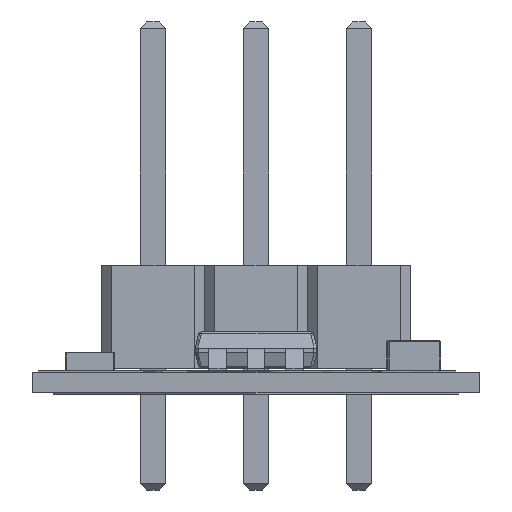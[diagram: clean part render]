
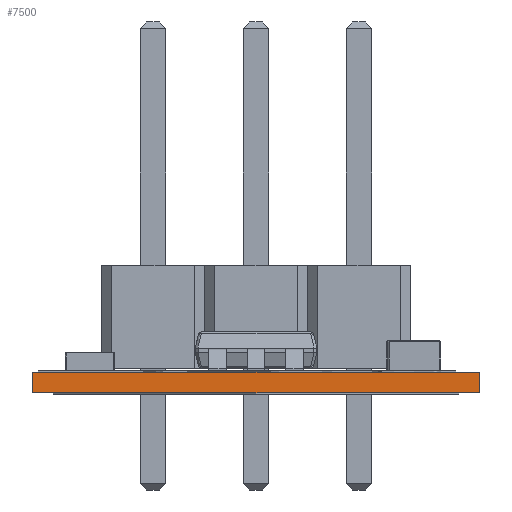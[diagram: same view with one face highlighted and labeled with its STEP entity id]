
A CAD part, left-side view. The second image highlights one B-rep face of the part: STEP entity #7500.
In plain terms, the highlighted planar face has unit normal (-1, 0, 0).
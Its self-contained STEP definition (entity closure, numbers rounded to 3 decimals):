
#6987 = PLANE('',#6988);
#6988 = AXIS2_PLACEMENT_3D('',#6989,#6990,#6991);
#6989 = CARTESIAN_POINT('',(0.,0.,0.));
#6990 = DIRECTION('',(0.,0.,1.));
#6991 = DIRECTION('',(-1.,0.,0.));
#7031 = VERTEX_POINT('',#7032);
#7032 = CARTESIAN_POINT('',(-7.25,5.5,0.));
#7046 = PLANE('',#7047);
#7047 = AXIS2_PLACEMENT_3D('',#7048,#7049,#7050);
#7048 = CARTESIAN_POINT('',(7.25,5.5,0.));
#7049 = DIRECTION('',(0.,1.,0.));
#7050 = DIRECTION('',(-1.,0.,0.));
#7087 = VERTEX_POINT('',#7088);
#7088 = CARTESIAN_POINT('',(-7.25,-5.5,0.));
#7102 = PLANE('',#7103);
#7103 = AXIS2_PLACEMENT_3D('',#7104,#7105,#7106);
#7104 = CARTESIAN_POINT('',(-7.25,-5.5,0.));
#7105 = DIRECTION('',(0.,-1.,0.));
#7106 = DIRECTION('',(1.,0.,0.));
#7114 = EDGE_CURVE('',#7031,#7087,#7115,.T.);
#7115 = SURFACE_CURVE('',#7116,(#7120,#7127),.PCURVE_S1.);
#7116 = LINE('',#7117,#7118);
#7117 = CARTESIAN_POINT('',(-7.25,5.5,0.));
#7118 = VECTOR('',#7119,1.);
#7119 = DIRECTION('',(0.,-1.,0.));
#7120 = PCURVE('',#6987,#7121);
#7121 = DEFINITIONAL_REPRESENTATION('',(#7122),#7126);
#7122 = LINE('',#7123,#7124);
#7123 = CARTESIAN_POINT('',(7.25,-5.5));
#7124 = VECTOR('',#7125,1.);
#7125 = DIRECTION('',(0.,1.));
#7126 = ( GEOMETRIC_REPRESENTATION_CONTEXT(2) 
PARAMETRIC_REPRESENTATION_CONTEXT() REPRESENTATION_CONTEXT('2D SPACE',''
  ) );
#7127 = PCURVE('',#7128,#7133);
#7128 = PLANE('',#7129);
#7129 = AXIS2_PLACEMENT_3D('',#7130,#7131,#7132);
#7130 = CARTESIAN_POINT('',(-7.25,5.5,0.));
#7131 = DIRECTION('',(-1.,0.,0.));
#7132 = DIRECTION('',(0.,-1.,0.));
#7133 = DEFINITIONAL_REPRESENTATION('',(#7134),#7138);
#7134 = LINE('',#7135,#7136);
#7135 = CARTESIAN_POINT('',(0.,0.));
#7136 = VECTOR('',#7137,1.);
#7137 = DIRECTION('',(1.,0.));
#7138 = ( GEOMETRIC_REPRESENTATION_CONTEXT(2) 
PARAMETRIC_REPRESENTATION_CONTEXT() REPRESENTATION_CONTEXT('2D SPACE',''
  ) );
#7331 = EDGE_CURVE('',#7031,#7332,#7334,.T.);
#7332 = VERTEX_POINT('',#7333);
#7333 = CARTESIAN_POINT('',(-7.25,5.5,0.5));
#7334 = SURFACE_CURVE('',#7335,(#7339,#7346),.PCURVE_S1.);
#7335 = LINE('',#7336,#7337);
#7336 = CARTESIAN_POINT('',(-7.25,5.5,0.));
#7337 = VECTOR('',#7338,1.);
#7338 = DIRECTION('',(0.,0.,1.));
#7339 = PCURVE('',#7046,#7340);
#7340 = DEFINITIONAL_REPRESENTATION('',(#7341),#7345);
#7341 = LINE('',#7342,#7343);
#7342 = CARTESIAN_POINT('',(14.5,0.));
#7343 = VECTOR('',#7344,1.);
#7344 = DIRECTION('',(0.,1.));
#7345 = ( GEOMETRIC_REPRESENTATION_CONTEXT(2) 
PARAMETRIC_REPRESENTATION_CONTEXT() REPRESENTATION_CONTEXT('2D SPACE',''
  ) );
#7346 = PCURVE('',#7128,#7347);
#7347 = DEFINITIONAL_REPRESENTATION('',(#7348),#7352);
#7348 = LINE('',#7349,#7350);
#7349 = CARTESIAN_POINT('',(0.,0.));
#7350 = VECTOR('',#7351,1.);
#7351 = DIRECTION('',(0.,1.));
#7352 = ( GEOMETRIC_REPRESENTATION_CONTEXT(2) 
PARAMETRIC_REPRESENTATION_CONTEXT() REPRESENTATION_CONTEXT('2D SPACE',''
  ) );
#7370 = PLANE('',#7371);
#7371 = AXIS2_PLACEMENT_3D('',#7372,#7373,#7374);
#7372 = CARTESIAN_POINT('',(0.,0.,0.5));
#7373 = DIRECTION('',(0.,0.,1.));
#7374 = DIRECTION('',(-1.,0.,0.));
#7458 = VERTEX_POINT('',#7459);
#7459 = CARTESIAN_POINT('',(-7.25,-5.5,0.5));
#7480 = EDGE_CURVE('',#7087,#7458,#7481,.T.);
#7481 = SURFACE_CURVE('',#7482,(#7486,#7493),.PCURVE_S1.);
#7482 = LINE('',#7483,#7484);
#7483 = CARTESIAN_POINT('',(-7.25,-5.5,0.));
#7484 = VECTOR('',#7485,1.);
#7485 = DIRECTION('',(0.,0.,1.));
#7486 = PCURVE('',#7102,#7487);
#7487 = DEFINITIONAL_REPRESENTATION('',(#7488),#7492);
#7488 = LINE('',#7489,#7490);
#7489 = CARTESIAN_POINT('',(0.,0.));
#7490 = VECTOR('',#7491,1.);
#7491 = DIRECTION('',(0.,1.));
#7492 = ( GEOMETRIC_REPRESENTATION_CONTEXT(2) 
PARAMETRIC_REPRESENTATION_CONTEXT() REPRESENTATION_CONTEXT('2D SPACE',''
  ) );
#7493 = PCURVE('',#7128,#7494);
#7494 = DEFINITIONAL_REPRESENTATION('',(#7495),#7499);
#7495 = LINE('',#7496,#7497);
#7496 = CARTESIAN_POINT('',(11.,0.));
#7497 = VECTOR('',#7498,1.);
#7498 = DIRECTION('',(0.,1.));
#7499 = ( GEOMETRIC_REPRESENTATION_CONTEXT(2) 
PARAMETRIC_REPRESENTATION_CONTEXT() REPRESENTATION_CONTEXT('2D SPACE',''
  ) );
#7500 = ADVANCED_FACE('',(#7501),#7128,.T.);
#7501 = FACE_BOUND('',#7502,.T.);
#7502 = EDGE_LOOP('',(#7503,#7504,#7505,#7526));
#7503 = ORIENTED_EDGE('',*,*,#7114,.T.);
#7504 = ORIENTED_EDGE('',*,*,#7480,.T.);
#7505 = ORIENTED_EDGE('',*,*,#7506,.F.);
#7506 = EDGE_CURVE('',#7332,#7458,#7507,.T.);
#7507 = SURFACE_CURVE('',#7508,(#7512,#7519),.PCURVE_S1.);
#7508 = LINE('',#7509,#7510);
#7509 = CARTESIAN_POINT('',(-7.25,5.5,0.5));
#7510 = VECTOR('',#7511,1.);
#7511 = DIRECTION('',(0.,-1.,0.));
#7512 = PCURVE('',#7128,#7513);
#7513 = DEFINITIONAL_REPRESENTATION('',(#7514),#7518);
#7514 = LINE('',#7515,#7516);
#7515 = CARTESIAN_POINT('',(0.,0.5));
#7516 = VECTOR('',#7517,1.);
#7517 = DIRECTION('',(1.,0.));
#7518 = ( GEOMETRIC_REPRESENTATION_CONTEXT(2) 
PARAMETRIC_REPRESENTATION_CONTEXT() REPRESENTATION_CONTEXT('2D SPACE',''
  ) );
#7519 = PCURVE('',#7370,#7520);
#7520 = DEFINITIONAL_REPRESENTATION('',(#7521),#7525);
#7521 = LINE('',#7522,#7523);
#7522 = CARTESIAN_POINT('',(7.25,-5.5));
#7523 = VECTOR('',#7524,1.);
#7524 = DIRECTION('',(0.,1.));
#7525 = ( GEOMETRIC_REPRESENTATION_CONTEXT(2) 
PARAMETRIC_REPRESENTATION_CONTEXT() REPRESENTATION_CONTEXT('2D SPACE',''
  ) );
#7526 = ORIENTED_EDGE('',*,*,#7331,.F.);
